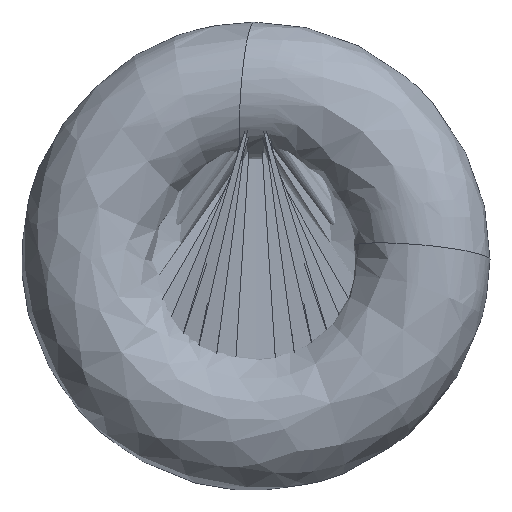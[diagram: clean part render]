
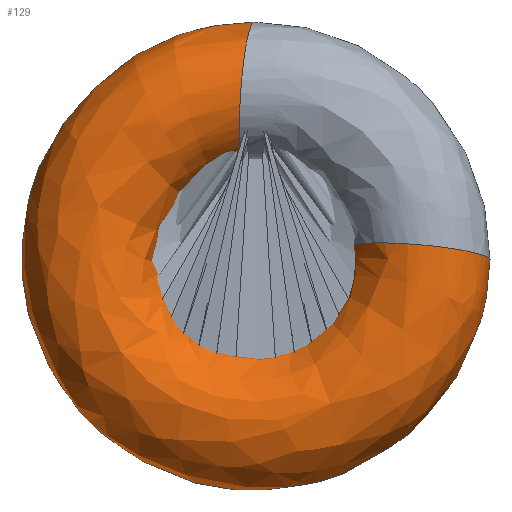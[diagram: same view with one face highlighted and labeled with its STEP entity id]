
A CAD part, left-side view. The second image highlights one B-rep face of the part: STEP entity #129.
In plain terms, the highlighted free-form (B-spline) face has degree [3, 3] with [7, 7] control points.
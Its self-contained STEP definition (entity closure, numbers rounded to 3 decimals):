
#129=ADVANCED_FACE('',(#142,#143),#140,.F.);
#140=(
BOUNDED_SURFACE()
B_SPLINE_SURFACE(3,3,((#296,#297,#298,#299,#300,#301,#302),(#303,#304,#305,
#306,#307,#308,#309),(#310,#311,#312,#313,#314,#315,#316),(#317,#318,#319,
#320,#321,#322,#323),(#324,#325,#326,#327,#328,#329,#330),(#331,#332,#333,
#334,#335,#336,#337),(#338,#339,#340,#341,#342,#343,#344)),
 .UNSPECIFIED.,.T.,.F.,.F.)
B_SPLINE_SURFACE_WITH_KNOTS((1,3,3,3,1),(4,3,4),(-0.5,0.,0.5,1.,1.5),(0.,
0.5,1.),.UNSPECIFIED.)
GEOMETRIC_REPRESENTATION_ITEM()
RATIONAL_B_SPLINE_SURFACE(((1.,0.591,0.591,1.,0.591,
0.591,1.),(0.333,0.197,0.197,
0.333,0.197,0.197,0.333),
(0.333,0.197,0.197,0.333,
0.197,0.197,0.333),(1.,0.591,
0.591,1.,0.591,0.591,1.),(0.333,
0.197,0.197,0.333,0.197,0.197,
0.333),(0.333,0.197,0.197,
0.333,0.197,0.197,0.333),
(1.,0.591,0.591,1.,0.591,0.591,
1.)))
REPRESENTATION_ITEM('')
SURFACE()
);
#142=FACE_BOUND('',#162,.T.);
#143=FACE_BOUND('',#163,.T.);
#162=EDGE_LOOP('',(#182));
#163=EDGE_LOOP('',(#183));
#182=ORIENTED_EDGE('',*,*,#213,.T.);
#183=ORIENTED_EDGE('',*,*,#214,.F.);
#202=VERTEX_POINT('',#293);
#203=VERTEX_POINT('',#295);
#213=EDGE_CURVE('',#202,#202,#223,.T.);
#214=EDGE_CURVE('',#203,#203,#224,.T.);
#223=CIRCLE('',#234,6.);
#224=CIRCLE('',#235,6.);
#234=AXIS2_PLACEMENT_3D('',#292,#254,#255);
#235=AXIS2_PLACEMENT_3D('',#294,#256,#257);
#254=DIRECTION('',(0.122,0.99,0.068));
#255=DIRECTION('',(0.992,-0.122,0.002));
#256=DIRECTION('',(0.122,-0.087,0.989));
#257=DIRECTION('',(0.992,0.,-0.122));
#292=CARTESIAN_POINT('',(5.955,0.54,14.013));
#293=CARTESIAN_POINT('',(11.91,-0.194,14.027));
#294=CARTESIAN_POINT('',(5.955,-14.021,0.272));
#295=CARTESIAN_POINT('',(11.91,-14.021,-0.462));
#296=CARTESIAN_POINT('',(11.91,-14.021,-0.462));
#297=CARTESIAN_POINT('',(11.91,-13.54,-15.036));
#298=CARTESIAN_POINT('',(11.91,0.083,-20.234));
#299=CARTESIAN_POINT('',(11.91,10.149,-9.685));
#300=CARTESIAN_POINT('',(11.91,20.215,0.864));
#301=CARTESIAN_POINT('',(11.91,14.386,14.229));
#302=CARTESIAN_POINT('',(11.91,-0.194,14.027));
#303=CARTESIAN_POINT('',(12.037,-2.066,0.568));
#304=CARTESIAN_POINT('',(12.037,-2.656,-1.579));
#305=CARTESIAN_POINT('',(12.037,-0.905,-2.955));
#306=CARTESIAN_POINT('',(12.037,1.041,-1.872));
#307=CARTESIAN_POINT('',(12.037,2.988,-0.79));
#308=CARTESIAN_POINT('',(12.037,2.743,1.424));
#309=CARTESIAN_POINT('',(12.037,0.607,2.055));
#310=CARTESIAN_POINT('',(0.127,-2.066,2.036));
#311=CARTESIAN_POINT('',(0.127,-4.182,-0.112));
#312=CARTESIAN_POINT('',(0.127,-3.021,-2.894));
#313=CARTESIAN_POINT('',(0.127,-0.006,-2.9));
#314=CARTESIAN_POINT('',(0.127,3.008,-2.907));
#315=CARTESIAN_POINT('',(0.127,4.181,-0.13));
#316=CARTESIAN_POINT('',(0.127,2.075,2.027));
#317=CARTESIAN_POINT('',(0.,-14.021,1.006));
#318=CARTESIAN_POINT('',(0.,-15.066,-13.568));
#319=CARTESIAN_POINT('',(0.,-2.034,-20.173));
#320=CARTESIAN_POINT('',(0.,9.101,-10.713));
#321=CARTESIAN_POINT('',(0.,20.236,-1.253));
#322=CARTESIAN_POINT('',(0.,15.824,12.675));
#323=CARTESIAN_POINT('',(0.,1.274,13.999));
#324=CARTESIAN_POINT('',(-0.127,-25.976,-0.025));
#325=CARTESIAN_POINT('',(-0.127,-25.95,-27.024));
#326=CARTESIAN_POINT('',(-0.127,-1.046,-37.451));
#327=CARTESIAN_POINT('',(-0.127,18.209,-18.525));
#328=CARTESIAN_POINT('',(-0.127,37.464,0.401));
#329=CARTESIAN_POINT('',(-0.127,27.467,25.481));
#330=CARTESIAN_POINT('',(-0.127,0.472,25.972));
#331=CARTESIAN_POINT('',(11.783,-25.976,-1.493));
#332=CARTESIAN_POINT('',(11.783,-24.425,-28.492));
#333=CARTESIAN_POINT('',(11.783,1.07,-37.513));
#334=CARTESIAN_POINT('',(11.783,19.257,-17.497));
#335=CARTESIAN_POINT('',(11.783,37.443,2.518));
#336=CARTESIAN_POINT('',(11.783,26.028,27.034));
#337=CARTESIAN_POINT('',(11.783,-0.995,26.));
#338=CARTESIAN_POINT('',(11.91,-14.021,-0.462));
#339=CARTESIAN_POINT('',(11.91,-13.54,-15.036));
#340=CARTESIAN_POINT('',(11.91,0.083,-20.234));
#341=CARTESIAN_POINT('',(11.91,10.149,-9.685));
#342=CARTESIAN_POINT('',(11.91,20.215,0.864));
#343=CARTESIAN_POINT('',(11.91,14.386,14.229));
#344=CARTESIAN_POINT('',(11.91,-0.194,14.027));
